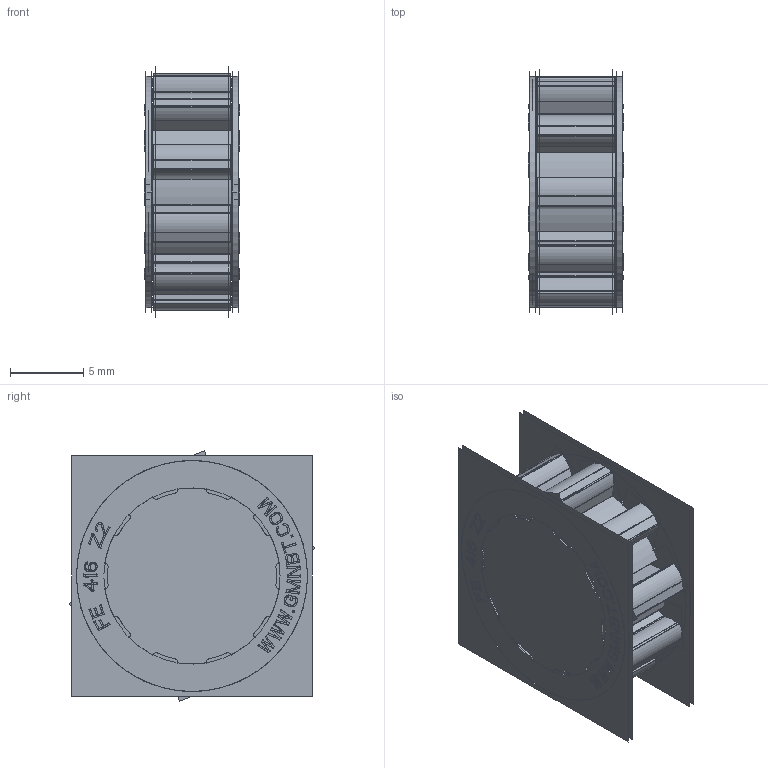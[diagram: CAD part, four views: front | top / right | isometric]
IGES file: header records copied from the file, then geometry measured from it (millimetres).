
Start section:  PTC IGES file: fe416z2.igs
Global section: file name: fe416z2.igs; native system: Creo Parametric by Parametric Technology Corporation; preprocessor: 2013150; author: sales 4; organization: Unknown; date: 20140324.141324; units: millimetre
Bounding box: 6.55 x 16.81 x 17.13 mm (x, y, z)
Volume: 421.7 mm3; surface area: 11613.5 mm2
Topology: 11 solids, 11 shells, 1424 faces, 7274 edges, 9008 vertices
Faces by surface type: bspline 1016, revolution 408
